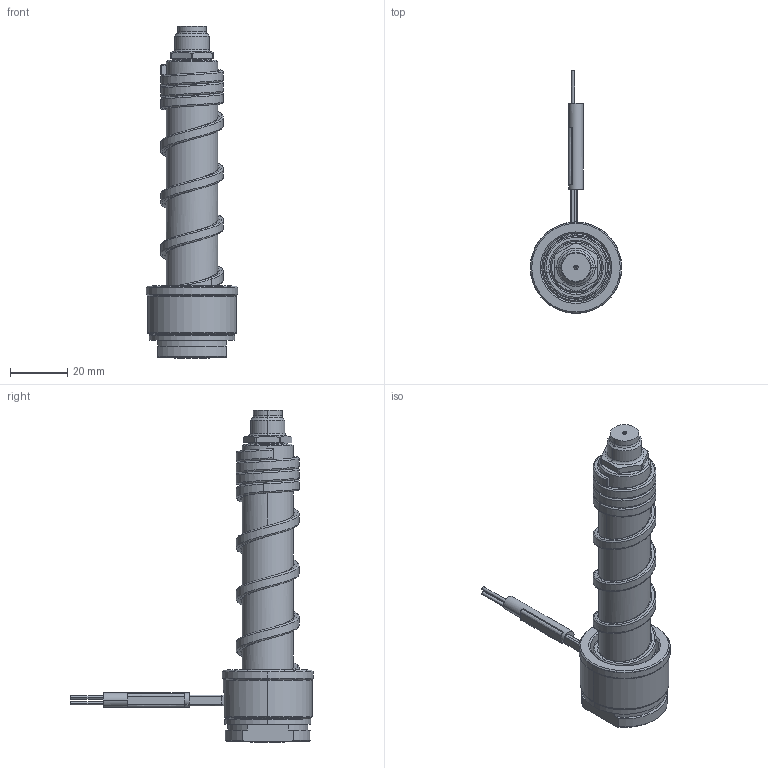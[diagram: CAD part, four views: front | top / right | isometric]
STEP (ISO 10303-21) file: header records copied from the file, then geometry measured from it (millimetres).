
FILE_DESCRIPTION((''),'2;1');
FILE_NAME('SM-116-BES-N','2014-06-10T',('Íàòàëüÿ'),('IMID'),'PRO/ENGINEER BY PARAMETRIC TECHNOLOGY CORPORATION, 2010180','PRO/ENGINEER BY PARAMETRIC TECHNOLOGY CORPORATION, 2010180','');
FILE_SCHEMA(('CONFIG_CONTROL_DESIGN'));
Length unit declared in the file: millimetre
Products named in the file (1): SM-116-BES-N
Bounding box: 32 x 85 x 116.2 mm (x, y, z)
Volume: 38129.5 mm3; surface area: 20493.7 mm2
Topology: 1 solids, 9 shells, 338 faces, 863 edges, 510 vertices
Faces by surface type: cylinder 117, cone 64, bspline 55, plane 52, torus 32, revolution 9, extrusion 7, sphere 2
Entity records: 18082 total; most frequent: CARTESIAN_POINT 10266, ORIENTED_EDGE 1682, DIRECTION 1535, EDGE_CURVE 853, AXIS2_PLACEMENT_3D 612, VERTEX_POINT 510, EDGE_LOOP 361, CIRCLE 344
